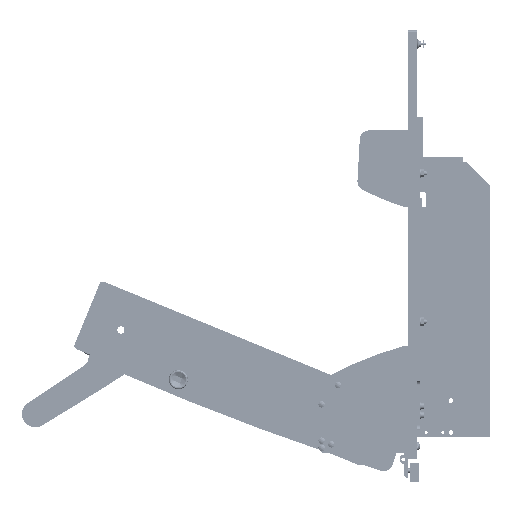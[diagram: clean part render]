
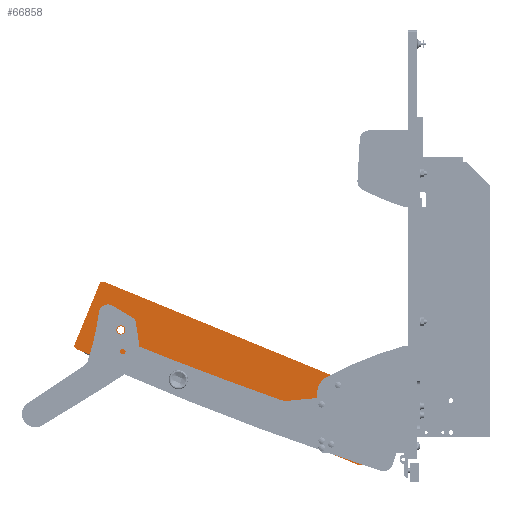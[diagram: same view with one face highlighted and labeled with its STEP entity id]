
A CAD part, left-side view. The second image highlights one B-rep face of the part: STEP entity #66858.
In plain terms, the highlighted face is planar.
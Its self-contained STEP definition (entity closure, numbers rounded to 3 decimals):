
#16 = ORIENTED_EDGE ( 'NONE', *, *, #70400, .T. ) ;
#897 = LINE ( 'NONE', #6555, #74547 ) ;
#1935 = CIRCLE ( 'NONE', #44308, 4. ) ;
#1967 = DIRECTION ( 'NONE',  ( -1., 0., 0. ) ) ;
#2206 = CARTESIAN_POINT ( 'NONE',  ( -171.5, -40., -5. ) ) ;
#2454 = AXIS2_PLACEMENT_3D ( 'NONE', #46305, #74704, #69386 ) ;
#2892 = VERTEX_POINT ( 'NONE', #26855 ) ;
#3243 = CARTESIAN_POINT ( 'NONE',  ( 167.5, -36., -5. ) ) ;
#3381 = CIRCLE ( 'NONE', #40925, 3. ) ;
#4252 = EDGE_CURVE ( 'NONE', #22789, #28458, #26869, .T. ) ;
#4663 = ORIENTED_EDGE ( 'NONE', *, *, #48180, .F. ) ;
#4745 = DIRECTION ( 'NONE',  ( -1., 0., 0. ) ) ;
#5867 = AXIS2_PLACEMENT_3D ( 'NONE', #50045, #33345, #73104 ) ;
#6276 = VERTEX_POINT ( 'NONE', #63578 ) ;
#6555 = CARTESIAN_POINT ( 'NONE',  ( -171.5, -40., -5. ) ) ;
#8639 = CIRCLE ( 'NONE', #72699, 4. ) ;
#9194 = EDGE_CURVE ( 'NONE', #12660, #55225, #25353, .T. ) ;
#10005 = CARTESIAN_POINT ( 'NONE',  ( -167.5, -36., -5. ) ) ;
#11292 = EDGE_LOOP ( 'NONE', ( #59201, #69925, #20806, #73871, #61474, #16, #32113, #30690 ) ) ;
#11463 = VECTOR ( 'NONE', #45394, 1000. ) ;
#12087 = EDGE_CURVE ( 'NONE', #6276, #28458, #8639, .T. ) ;
#12367 = EDGE_LOOP ( 'NONE', ( #36119, #53294 ) ) ;
#12660 = VERTEX_POINT ( 'NONE', #40529 ) ;
#13628 = VERTEX_POINT ( 'NONE', #34676 ) ;
#14478 = CARTESIAN_POINT ( 'NONE',  ( 171.5, -36., -5. ) ) ;
#15005 = VECTOR ( 'NONE', #48831, 1000. ) ;
#16053 = EDGE_CURVE ( 'NONE', #57711, #32377, #3381, .T. ) ;
#16069 = DIRECTION ( 'NONE',  ( -1., 0., 0. ) ) ;
#16358 = DIRECTION ( 'NONE',  ( 0., 0., 1. ) ) ;
#16988 = CARTESIAN_POINT ( 'NONE',  ( 171.5, 36., -5. ) ) ;
#19710 = VERTEX_POINT ( 'NONE', #67238 ) ;
#20806 = ORIENTED_EDGE ( 'NONE', *, *, #40930, .F. ) ;
#21294 = DIRECTION ( 'NONE',  ( 1., 0., 0. ) ) ;
#21484 = VECTOR ( 'NONE', #59795, 1000. ) ;
#22110 = CARTESIAN_POINT ( 'NONE',  ( -171.5, 40., -5. ) ) ;
#22789 = VERTEX_POINT ( 'NONE', #14478 ) ;
#23553 = DIRECTION ( 'NONE',  ( 0., 0., -1. ) ) ;
#25353 = CIRCLE ( 'NONE', #60458, 4. ) ;
#25608 = EDGE_CURVE ( 'NONE', #22789, #46383, #1935, .T. ) ;
#26855 = CARTESIAN_POINT ( 'NONE',  ( -167.5, -40., -5. ) ) ;
#26869 = LINE ( 'NONE', #67764, #11463 ) ;
#28458 = VERTEX_POINT ( 'NONE', #16988 ) ;
#30264 = CIRCLE ( 'NONE', #2454, 4. ) ;
#30690 = ORIENTED_EDGE ( 'NONE', *, *, #12087, .T. ) ;
#30867 = CARTESIAN_POINT ( 'NONE',  ( -130.5, 2., -5. ) ) ;
#32113 = ORIENTED_EDGE ( 'NONE', *, *, #68076, .F. ) ;
#32377 = VERTEX_POINT ( 'NONE', #45732 ) ;
#33113 = DIRECTION ( 'NONE',  ( -1., 0., 0. ) ) ;
#33345 = DIRECTION ( 'NONE',  ( 0., 0., -1. ) ) ;
#33378 = CIRCLE ( 'NONE', #60056, 4. ) ;
#34676 = CARTESIAN_POINT ( 'NONE',  ( -171.5, 36., -5. ) ) ;
#35040 = DIRECTION ( 'NONE',  ( 0., 0., 1. ) ) ;
#36119 = ORIENTED_EDGE ( 'NONE', *, *, #38796, .T. ) ;
#36258 = VERTEX_POINT ( 'NONE', #44007 ) ;
#36332 = LINE ( 'NONE', #48823, #21484 ) ;
#36844 = CARTESIAN_POINT ( 'NONE',  ( 144.5, 0., -5. ) ) ;
#38760 = CARTESIAN_POINT ( 'NONE',  ( -130.5, 2., -5. ) ) ;
#38796 = EDGE_CURVE ( 'NONE', #55225, #12660, #33378, .T. ) ;
#39701 = CARTESIAN_POINT ( 'NONE',  ( 141.5, 0., -5. ) ) ;
#40287 = FACE_OUTER_BOUND ( 'NONE', #11292, .T. ) ;
#40529 = CARTESIAN_POINT ( 'NONE',  ( -134.5, 2., -5. ) ) ;
#40743 = AXIS2_PLACEMENT_3D ( 'NONE', #22110, #63774, #16069 ) ;
#40925 = AXIS2_PLACEMENT_3D ( 'NONE', #36844, #48615, #1967 ) ;
#40930 = EDGE_CURVE ( 'NONE', #2892, #46383, #897, .T. ) ;
#43551 = ORIENTED_EDGE ( 'NONE', *, *, #16053, .F. ) ;
#43995 = EDGE_CURVE ( 'NONE', #2892, #19710, #52850, .T. ) ;
#44007 = CARTESIAN_POINT ( 'NONE',  ( -167.5, 40., -5. ) ) ;
#44103 = CARTESIAN_POINT ( 'NONE',  ( -126.5, 2., -5. ) ) ;
#44308 = AXIS2_PLACEMENT_3D ( 'NONE', #3243, #55937, #68027 ) ;
#44892 = FACE_BOUND ( 'NONE', #73922, .T. ) ;
#45394 = DIRECTION ( 'NONE',  ( 0., 1., 0. ) ) ;
#45732 = CARTESIAN_POINT ( 'NONE',  ( 147.5, 0., -5. ) ) ;
#46305 = CARTESIAN_POINT ( 'NONE',  ( -167.5, 36., -5. ) ) ;
#46383 = VERTEX_POINT ( 'NONE', #55633 ) ;
#46799 = DIRECTION ( 'NONE',  ( 1., 0., 0. ) ) ;
#48180 = EDGE_CURVE ( 'NONE', #32377, #57711, #49465, .T. ) ;
#48615 = DIRECTION ( 'NONE',  ( 0., 0., -1. ) ) ;
#48823 = CARTESIAN_POINT ( 'NONE',  ( -171.5, 40., -5. ) ) ;
#48831 = DIRECTION ( 'NONE',  ( 0., -1., 0. ) ) ;
#49465 = CIRCLE ( 'NONE', #5867, 3. ) ;
#50045 = CARTESIAN_POINT ( 'NONE',  ( 144.5, 0., -5. ) ) ;
#51008 = CARTESIAN_POINT ( 'NONE',  ( 167.5, 36., -5. ) ) ;
#52850 = CIRCLE ( 'NONE', #56470, 4. ) ;
#53294 = ORIENTED_EDGE ( 'NONE', *, *, #9194, .T. ) ;
#54219 = EDGE_CURVE ( 'NONE', #13628, #19710, #60187, .T. ) ;
#55225 = VERTEX_POINT ( 'NONE', #44103 ) ;
#55633 = CARTESIAN_POINT ( 'NONE',  ( 167.5, -40., -5. ) ) ;
#55937 = DIRECTION ( 'NONE',  ( 0., 0., -1. ) ) ;
#56470 = AXIS2_PLACEMENT_3D ( 'NONE', #10005, #73990, #33113 ) ;
#57711 = VERTEX_POINT ( 'NONE', #39701 ) ;
#59201 = ORIENTED_EDGE ( 'NONE', *, *, #4252, .F. ) ;
#59795 = DIRECTION ( 'NONE',  ( -1., 0., 0. ) ) ;
#60056 = AXIS2_PLACEMENT_3D ( 'NONE', #30867, #35040, #46799 ) ;
#60187 = LINE ( 'NONE', #2206, #15005 ) ;
#60458 = AXIS2_PLACEMENT_3D ( 'NONE', #38760, #16358, #21294 ) ;
#61474 = ORIENTED_EDGE ( 'NONE', *, *, #54219, .F. ) ;
#63397 = PLANE ( 'NONE',  #40743 ) ;
#63578 = CARTESIAN_POINT ( 'NONE',  ( 167.5, 40., -5. ) ) ;
#63774 = DIRECTION ( 'NONE',  ( 0., 0., -1. ) ) ;
#65693 = DIRECTION ( 'NONE',  ( 1., 0., 0. ) ) ;
#66858 = ADVANCED_FACE ( 'NONE', ( #44892, #74018, #40287 ), #63397, .T. ) ;
#67238 = CARTESIAN_POINT ( 'NONE',  ( -171.5, -36., -5. ) ) ;
#67764 = CARTESIAN_POINT ( 'NONE',  ( 171.5, -40., -5. ) ) ;
#68027 = DIRECTION ( 'NONE',  ( -1., 0., 0. ) ) ;
#68076 = EDGE_CURVE ( 'NONE', #6276, #36258, #36332, .T. ) ;
#69386 = DIRECTION ( 'NONE',  ( -1., 0., 0. ) ) ;
#69925 = ORIENTED_EDGE ( 'NONE', *, *, #25608, .T. ) ;
#70400 = EDGE_CURVE ( 'NONE', #13628, #36258, #30264, .T. ) ;
#72699 = AXIS2_PLACEMENT_3D ( 'NONE', #51008, #23553, #4745 ) ;
#73104 = DIRECTION ( 'NONE',  ( -1., 0., 0. ) ) ;
#73871 = ORIENTED_EDGE ( 'NONE', *, *, #43995, .T. ) ;
#73922 = EDGE_LOOP ( 'NONE', ( #43551, #4663 ) ) ;
#73990 = DIRECTION ( 'NONE',  ( 0., 0., -1. ) ) ;
#74018 = FACE_BOUND ( 'NONE', #12367, .T. ) ;
#74547 = VECTOR ( 'NONE', #65693, 1000. ) ;
#74704 = DIRECTION ( 'NONE',  ( 0., 0., -1. ) ) ;
